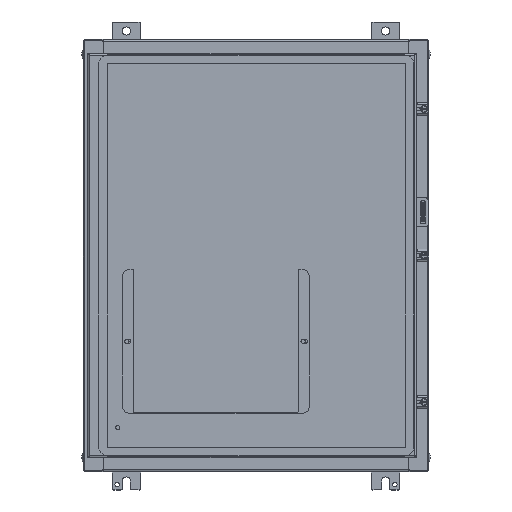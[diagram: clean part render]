
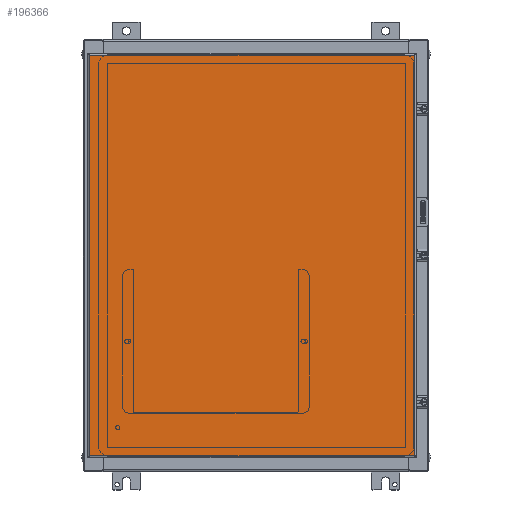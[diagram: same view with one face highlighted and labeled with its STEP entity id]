
A CAD part, top view. The second image highlights one B-rep face of the part: STEP entity #196366.
In plain terms, the highlighted planar face has unit normal (0, 0, 1).
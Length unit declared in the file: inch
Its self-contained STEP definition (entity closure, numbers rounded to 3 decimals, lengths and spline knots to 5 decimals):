
#1591 = DIRECTION ( 'NONE',  ( -1., 0., 0. ) ) ;
#4307 = ORIENTED_EDGE ( 'NONE', *, *, #57188, .T. ) ;
#5315 = ORIENTED_EDGE ( 'NONE', *, *, #55503, .T. ) ;
#9007 = VERTEX_POINT ( 'NONE', #14998 ) ;
#12421 = CARTESIAN_POINT ( 'NONE',  ( -11.558, -14.03137, 11.073 ) ) ;
#13434 = CARTESIAN_POINT ( 'NONE',  ( 11.125, -13.91437, 11.073 ) ) ;
#14998 = CARTESIAN_POINT ( 'NONE',  ( -11.558, 13.91437, 11.073 ) ) ;
#15445 = DIRECTION ( 'NONE',  ( 1., 0., 0. ) ) ;
#25049 = ORIENTED_EDGE ( 'NONE', *, *, #157883, .T. ) ;
#35454 = CARTESIAN_POINT ( 'NONE',  ( 11.008, 13.91438, 11.073 ) ) ;
#40844 = DIRECTION ( 'NONE',  ( -1., 0., 0. ) ) ;
#42883 = LINE ( 'NONE', #73584, #103027 ) ;
#43042 = ORIENTED_EDGE ( 'NONE', *, *, #89692, .T. ) ;
#49493 = CARTESIAN_POINT ( 'NONE',  ( 11.008, -14.03137, 11.073 ) ) ;
#55503 = EDGE_CURVE ( 'NONE', #190294, #9007, #42883, .T. ) ;
#57188 = EDGE_CURVE ( 'NONE', #181943, #190294, #95508, .T. ) ;
#59421 = DIRECTION ( 'NONE',  ( 0., -1., 0. ) ) ;
#63448 = LINE ( 'NONE', #12421, #67629 ) ;
#67629 = VECTOR ( 'NONE', #59421, 39.37008 ) ;
#73584 = CARTESIAN_POINT ( 'NONE',  ( 11.125, 13.91438, 11.073 ) ) ;
#80309 = DIRECTION ( 'NONE',  ( 0., 0., 1. ) ) ;
#89692 = EDGE_CURVE ( 'NONE', #9007, #108027, #63448, .T. ) ;
#95508 = LINE ( 'NONE', #49493, #145635 ) ;
#103027 = VECTOR ( 'NONE', #40844, 39.37008 ) ;
#108027 = VERTEX_POINT ( 'NONE', #199927 ) ;
#109472 = LINE ( 'NONE', #13434, #177730 ) ;
#141666 = CARTESIAN_POINT ( 'NONE',  ( 11.125, -14.03137, 11.073 ) ) ;
#145635 = VECTOR ( 'NONE', #174191, 39.37008 ) ;
#155708 = CARTESIAN_POINT ( 'NONE',  ( 11.008, -13.91438, 11.073 ) ) ;
#157883 = EDGE_CURVE ( 'NONE', #108027, #181943, #109472, .T. ) ;
#159023 = PLANE ( 'NONE',  #165222 ) ;
#165222 = AXIS2_PLACEMENT_3D ( 'NONE', #141666, #80309, #1591 ) ;
#174191 = DIRECTION ( 'NONE',  ( 0., 1., 0. ) ) ;
#177730 = VECTOR ( 'NONE', #15445, 39.37008 ) ;
#181943 = VERTEX_POINT ( 'NONE', #155708 ) ;
#187611 = FACE_OUTER_BOUND ( 'NONE', #195499, .T. ) ;
#190294 = VERTEX_POINT ( 'NONE', #35454 ) ;
#195499 = EDGE_LOOP ( 'NONE', ( #43042, #25049, #4307, #5315 ) ) ;
#196366 = ADVANCED_FACE ( 'NONE', ( #187611 ), #159023, .T. ) ;
#199927 = CARTESIAN_POINT ( 'NONE',  ( -11.558, -13.91438, 11.073 ) ) ;
